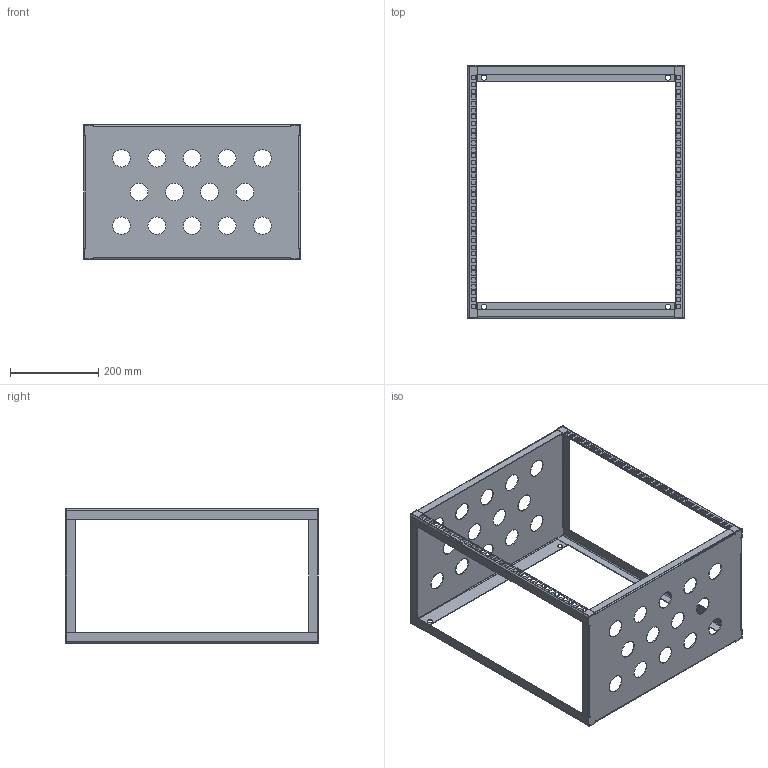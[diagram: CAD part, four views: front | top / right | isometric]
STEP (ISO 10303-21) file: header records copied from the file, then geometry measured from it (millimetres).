
FILE_DESCRIPTION (( 'STEP AP203' ), '1' );
FILE_NAME ('T26200.STEP', '2018-07-18T12:53:56', ( '' ), ( '' ), 'SwSTEP 2.0', 'SolidWorks 2016', '' );
FILE_SCHEMA (( 'CONFIG_CONTROL_DESIGN' ));
Length unit declared in the file: millimetre
Products named in the file (4): T26200; TH2252_TH2253; TH2240_TH2247; TH2240_TH2246
Assembly tree (6 placements, depth 2):
  T26200
    TH2252_TH2253  x2
    TH2240_TH2246  x2
    TH2240_TH2247  x2
Bounding box: 492 x 574.71 x 305 mm (x, y, z)
Volume: 710189.3 mm3; surface area: 869783.3 mm2
Topology: 6 solids, 6 shells, 564 faces, 1560 edges, 1008 vertices
Faces by surface type: plane 476, cylinder 88
Entity records: 9546 total; most frequent: CARTESIAN_POINT 1575, ORIENTED_EDGE 1560, DIRECTION 1450, EDGE_CURVE 780, VECTOR 692, LINE 692, VERTEX_POINT 504, EDGE_LOOP 386
